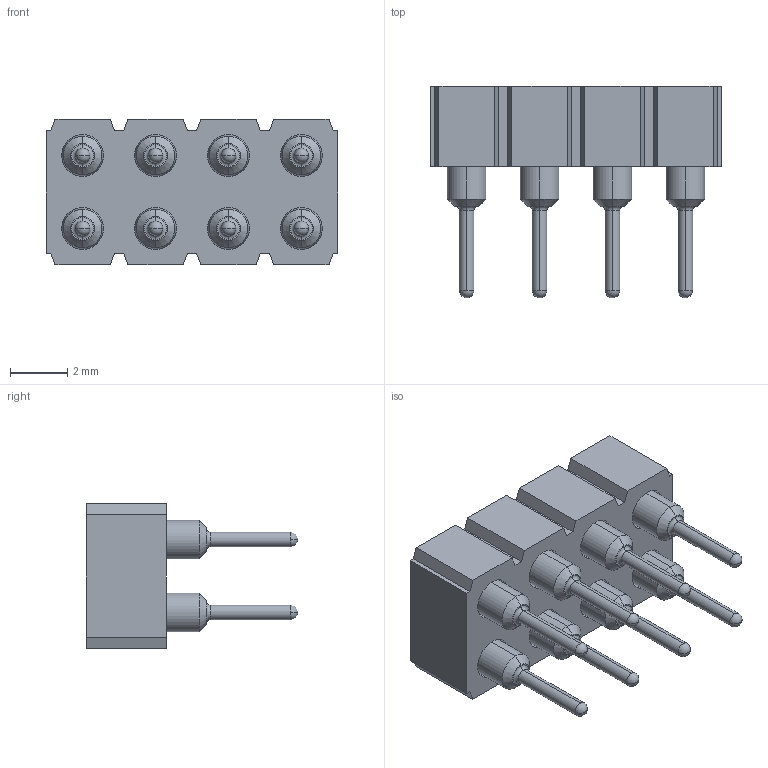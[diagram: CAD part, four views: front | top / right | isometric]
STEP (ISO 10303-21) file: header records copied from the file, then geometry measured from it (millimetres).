
FILE_DESCRIPTION (( 'STEP AP214' ), '1' );
FILE_NAME ('mill-max-419-10-208-00-006000.STEP', '2022-06-22T00:07:41', ( '' ), ( '' ), 'SwSTEP 2.0', 'SolidWorks 2021', '' );
FILE_SCHEMA (( 'AUTOMOTIVE_DESIGN' ));
Length unit declared in the file: inch
Products named in the file (3): mill-max-419-10-208-00-006000; 1948_1948-0-00-15-00-00-03-0; P4XX-21-010-00-000000_P408-21-010-00-000000
Assembly tree (9 placements, depth 2):
  mill-max-419-10-208-00-006000
    P4XX-21-010-00-000000_P408-21-010-00-000000
    1948_1948-0-00-15-00-00-03-0  x8
Bounding box: 10.16 x 7.37 x 5.08 mm (x, y, z)
Volume: 151.9 mm3; surface area: 504.8 mm2
Topology: 9 solids, 9 shells, 270 faces, 620 edges, 376 vertices
Faces by surface type: cylinder 112, plane 78, cone 48, torus 16, sphere 16
Entity records: 3256 total; most frequent: DIRECTION 576, CARTESIAN_POINT 532, ORIENTED_EDGE 504, EDGE_CURVE 252, AXIS2_PLACEMENT_3D 210, VERTEX_POINT 166, VECTOR 156, LINE 156
